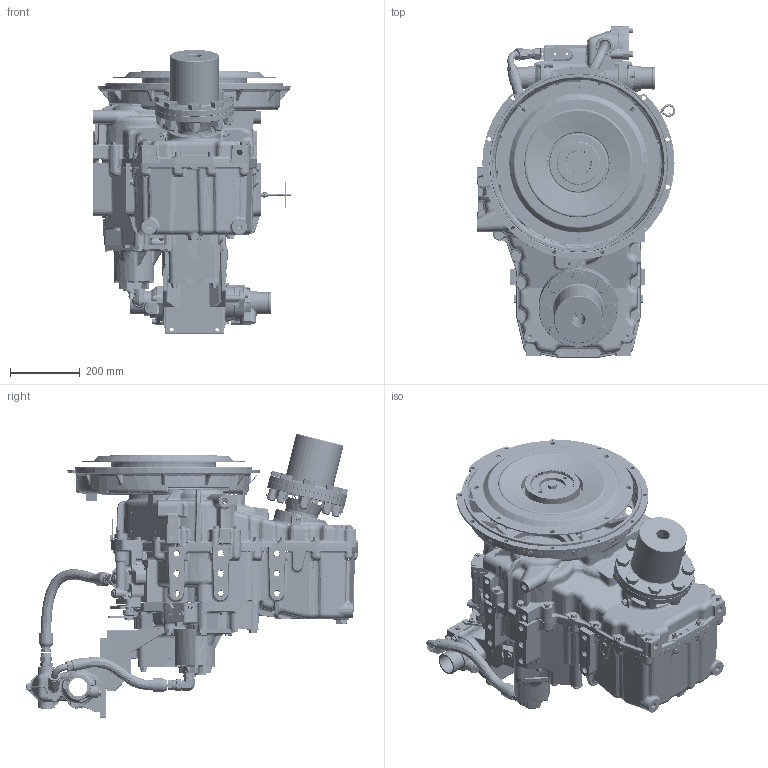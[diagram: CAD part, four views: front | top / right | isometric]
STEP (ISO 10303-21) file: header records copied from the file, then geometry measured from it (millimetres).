
FILE_DESCRIPTION (( 'STEP AP214' ), '1' );
FILE_NAME ('PX13359.STEP', '2014-10-31T16:30:34', ( '' ), ( '' ), 'SwSTEP 2.0', 'SolidWorks 2010', '' );
FILE_SCHEMA (( 'AUTOMOTIVE_DESIGN' ));
Length unit declared in the file: inch
Products named in the file (1): PX13359
Bounding box: 570.58 x 953.96 x 816.94 mm (x, y, z)
Surface area: 4149062.2 mm2 (no closed solid volume)
Topology: 0 solids, 503 shells, 8809 faces, 31561 edges, 22054 vertices
Faces by surface type: cylinder 2345, bspline 2254, plane 2218, torus 960, cone 820, sphere 212
Entity records: 614629 total; most frequent: CARTESIAN_POINT 257474, ORIENTED_EDGE 48231, DIRECTION 46734, EDGE_CURVE 31251, VERTEX_POINT 22039, AXIS2_PLACEMENT_3D 18351, CIRCLE 11795, VECTOR 10032
